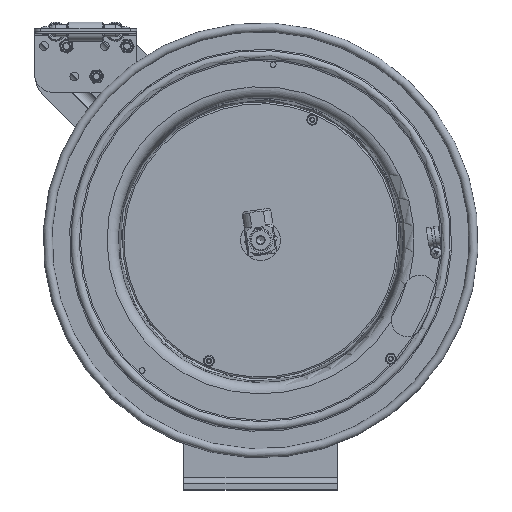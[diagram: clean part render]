
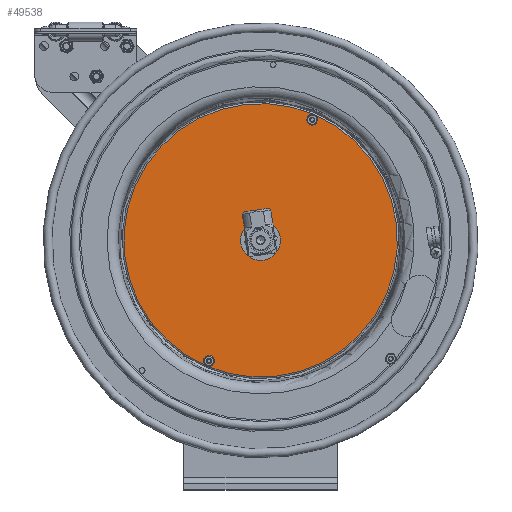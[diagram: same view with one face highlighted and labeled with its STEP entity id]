
A CAD part, top view. The second image highlights one B-rep face of the part: STEP entity #49538.
In plain terms, the highlighted planar face has unit normal (0, 0, 1).
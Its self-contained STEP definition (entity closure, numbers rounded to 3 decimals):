
#12597=FACE_BOUND('',#15833,.T.);
#12598=FACE_BOUND('',#15834,.T.);
#12599=FACE_BOUND('',#15835,.T.);
#12920=PLANE('',#51738);
#13890=FACE_OUTER_BOUND('',#15832,.T.);
#15832=EDGE_LOOP('',(#35029,#35030));
#15833=EDGE_LOOP('',(#35031));
#15834=EDGE_LOOP('',(#35032));
#15835=EDGE_LOOP('',(#35033));
#18096=CIRCLE('',#51733,5.345);
#18097=CIRCLE('',#51734,5.345);
#18101=CIRCLE('',#51739,0.1);
#18102=CIRCLE('',#51740,0.1);
#18103=CIRCLE('',#51741,0.65);
#19877=VERTEX_POINT('',#66903);
#19878=VERTEX_POINT('',#66904);
#19881=VERTEX_POINT('',#66913);
#19882=VERTEX_POINT('',#66915);
#19883=VERTEX_POINT('',#66917);
#26447=EDGE_CURVE('',#19877,#19878,#18096,.T.);
#26448=EDGE_CURVE('',#19878,#19877,#18097,.T.);
#26452=EDGE_CURVE('',#19881,#19881,#18101,.T.);
#26453=EDGE_CURVE('',#19882,#19882,#18102,.T.);
#26454=EDGE_CURVE('',#19883,#19883,#18103,.T.);
#35029=ORIENTED_EDGE('',*,*,#26447,.T.);
#35030=ORIENTED_EDGE('',*,*,#26448,.T.);
#35031=ORIENTED_EDGE('',*,*,#26452,.T.);
#35032=ORIENTED_EDGE('',*,*,#26453,.T.);
#35033=ORIENTED_EDGE('',*,*,#26454,.T.);
#49538=ADVANCED_FACE('',(#13890,#12597,#12598,#12599),#12920,.T.);
#51733=AXIS2_PLACEMENT_3D('',#66905,#55165,#55166);
#51734=AXIS2_PLACEMENT_3D('',#66906,#55167,#55168);
#51738=AXIS2_PLACEMENT_3D('',#66912,#55175,#55176);
#51739=AXIS2_PLACEMENT_3D('',#66914,#55177,#55178);
#51740=AXIS2_PLACEMENT_3D('',#66916,#55179,#55180);
#51741=AXIS2_PLACEMENT_3D('',#66918,#55181,#55182);
#55165=DIRECTION('center_axis',(0.,0.,
1.));
#55166=DIRECTION('ref_axis',(-0.919,0.394,0.));
#55167=DIRECTION('center_axis',(0.,0.,
1.));
#55168=DIRECTION('ref_axis',(-0.919,0.394,0.));
#55175=DIRECTION('center_axis',(0.,0.,
1.));
#55176=DIRECTION('ref_axis',(0.394,0.919,0.));
#55177=DIRECTION('center_axis',(0.,0.,
-1.));
#55178=DIRECTION('ref_axis',(-0.919,0.394,0.));
#55179=DIRECTION('center_axis',(0.,0.,
-1.));
#55180=DIRECTION('ref_axis',(-0.919,0.394,0.));
#55181=DIRECTION('center_axis',(0.,0.,
-1.));
#55182=DIRECTION('ref_axis',(0.919,-0.394,0.));
#66903=CARTESIAN_POINT('',(0.488,14.264,-18.815));
#66904=CARTESIAN_POINT('',(3.296,7.246,-18.815));
#66905=CARTESIAN_POINT('Origin',(5.401,12.159,-18.815));
#66906=CARTESIAN_POINT('Origin',(5.401,12.159,-18.815));
#66912=CARTESIAN_POINT('Origin',(2.944,13.211,-18.815));
#66913=CARTESIAN_POINT('',(7.327,16.909,-18.815));
#66914=CARTESIAN_POINT('Origin',(7.419,16.87,-18.815));
#66915=CARTESIAN_POINT('',(3.291,7.488,-18.815));
#66916=CARTESIAN_POINT('Origin',(3.383,7.448,-18.815));
#66917=CARTESIAN_POINT('',(4.803,12.415,-18.815));
#66918=CARTESIAN_POINT('Origin',(5.401,12.159,-18.815));
